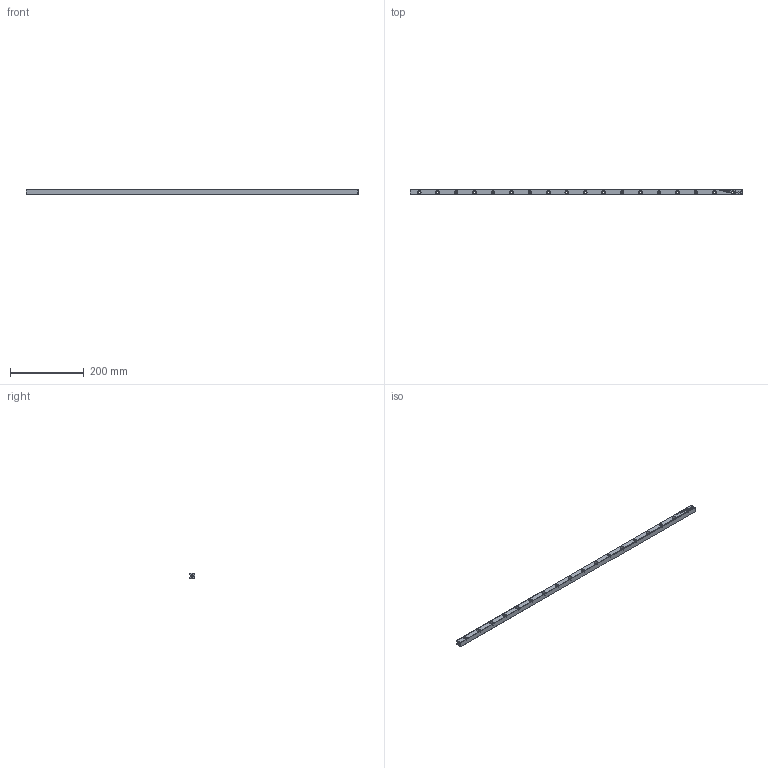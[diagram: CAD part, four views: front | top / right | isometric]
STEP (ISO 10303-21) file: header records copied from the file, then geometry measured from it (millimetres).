
FILE_DESCRIPTION(/* description */ (''),/* implementation_level */ '2;1');
FILE_NAME(/* name */ 'Rail RSDE-6900.stp',/* time_stamp */ '2024-11-14T09:35:40+01:00',/* author */ (''),/* organization */ (''),/* preprocessor_version */ 'ST-DEVELOPER v16.7',/* originating_system */ 'SIEMENS PLM Software NX 12.0',/* authorisation */ '');
FILE_SCHEMA (('AUTOMOTIVE_DESIGN { 1 0 10303 214 3 1 1 1 }'));
Length unit declared in the file: millimetre
Products named in the file (1): Rail RSDE-6900_step_stp
Bounding box: 900 x 14.9 x 15 mm (x, y, z)
Volume: 176131.9 mm3; surface area: 61993.3 mm2
Topology: 1 solids, 1 shells, 414 faces, 1077 edges, 716 vertices
Faces by surface type: plane 243, bspline 90, cone 41, cylinder 40
Full cylindrical faces by diameter (mm): 4.3 x2, 5.2 x20, 9.5 x18
Entity records: 14446 total; most frequent: CARTESIAN_POINT 3293, ORIENTED_EDGE 1914, DIRECTION 1544, EDGE_CURVE 957, VERTEX_POINT 679, LINE 660, VECTOR 660, EDGE_LOOP 582
